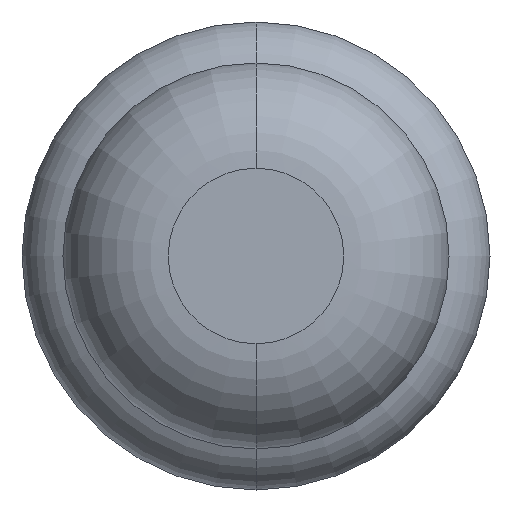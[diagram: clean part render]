
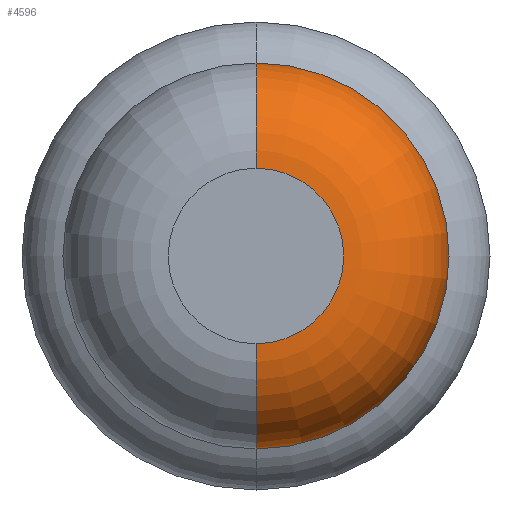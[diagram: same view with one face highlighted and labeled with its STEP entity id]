
A CAD part, front view. The second image highlights one B-rep face of the part: STEP entity #4596.
In plain terms, the highlighted toroidal (fillet/blend) face has major radius 0.375 mm and minor radius 0.45 mm.
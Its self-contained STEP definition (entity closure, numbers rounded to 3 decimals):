
#23 = AXIS2_PLACEMENT_3D ( 'NONE', #946, #2430, #2061 ) ;
#249 = CARTESIAN_POINT ( 'NONE',  ( 0., -26., -0.375 ) ) ;
#266 = VERTEX_POINT ( 'NONE', #249 ) ;
#452 = CIRCLE ( 'NONE', #1633, 0.45 ) ;
#507 = ORIENTED_EDGE ( 'NONE', *, *, #3983, .F. ) ;
#603 = AXIS2_PLACEMENT_3D ( 'NONE', #3697, #4042, #1536 ) ;
#620 = CIRCLE ( 'NONE', #603, 0.375 ) ;
#666 = DIRECTION ( 'NONE',  ( -1., 0., 0. ) ) ;
#933 = AXIS2_PLACEMENT_3D ( 'NONE', #2860, #666, #3615 ) ;
#946 = CARTESIAN_POINT ( 'NONE',  ( 0., -25.55, 0. ) ) ;
#1200 = CIRCLE ( 'NONE', #2649, 0.825 ) ;
#1536 = DIRECTION ( 'NONE',  ( 0., 0., 1. ) ) ;
#1598 = CIRCLE ( 'NONE', #933, 0.45 ) ;
#1633 = AXIS2_PLACEMENT_3D ( 'NONE', #4171, #2065, #1996 ) ;
#1936 = VERTEX_POINT ( 'NONE', #4045 ) ;
#1996 = DIRECTION ( 'NONE',  ( 0., 0., -1. ) ) ;
#2061 = DIRECTION ( 'NONE',  ( 0., 0., 1. ) ) ;
#2065 = DIRECTION ( 'NONE',  ( 1., 0., 0. ) ) ;
#2138 = CARTESIAN_POINT ( 'NONE',  ( 0., -25.55, -0.825 ) ) ;
#2430 = DIRECTION ( 'NONE',  ( 0., 1., 0. ) ) ;
#2472 = EDGE_CURVE ( 'NONE', #266, #2623, #452, .T. ) ;
#2623 = VERTEX_POINT ( 'NONE', #2138 ) ;
#2649 = AXIS2_PLACEMENT_3D ( 'NONE', #4476, #2758, #2746 ) ;
#2746 = DIRECTION ( 'NONE',  ( 0., 0., 1. ) ) ;
#2758 = DIRECTION ( 'NONE',  ( 0., 1., 0. ) ) ;
#2806 = ORIENTED_EDGE ( 'NONE', *, *, #3284, .F. ) ;
#2807 = CARTESIAN_POINT ( 'NONE',  ( 0., -25.55, 0.825 ) ) ;
#2860 = CARTESIAN_POINT ( 'NONE',  ( 0., -25.55, 0.375 ) ) ;
#3141 = FACE_OUTER_BOUND ( 'NONE', #4597, .T. ) ;
#3153 = ORIENTED_EDGE ( 'NONE', *, *, #2472, .T. ) ;
#3284 = EDGE_CURVE ( 'Defeature ausgef�hrt1_8+Defeature ausgef�hrt1_7+Defeature ausgef�hrt1_7+Defeature ausgef�hrt1_7', #4651, #2623, #1200, .T. ) ;
#3519 = EDGE_CURVE ( 'Defeature ausgef�hrt1_7+Defeature ausgef�hrt1_6+Defeature ausgef�hrt1_6+Defeature ausgef�hrt1_6', #1936, #266, #620, .T. ) ;
#3587 = TOROIDAL_SURFACE ( 'NONE', #23, 0.375, 0.45 ) ;
#3615 = DIRECTION ( 'NONE',  ( 0., 0., 1. ) ) ;
#3697 = CARTESIAN_POINT ( 'NONE',  ( 0., -26., 0. ) ) ;
#3983 = EDGE_CURVE ( 'NONE', #1936, #4651, #1598, .T. ) ;
#4042 = DIRECTION ( 'NONE',  ( 0., 1., 0. ) ) ;
#4045 = CARTESIAN_POINT ( 'NONE',  ( 0., -26., 0.375 ) ) ;
#4171 = CARTESIAN_POINT ( 'NONE',  ( 0., -25.55, -0.375 ) ) ;
#4420 = ORIENTED_EDGE ( 'NONE', *, *, #3519, .T. ) ;
#4476 = CARTESIAN_POINT ( 'NONE',  ( 0., -25.55, 0. ) ) ;
#4596 = ADVANCED_FACE ( 'Defeature ausgef�hrt1_7', ( #3141 ), #3587, .T. ) ;
#4597 = EDGE_LOOP ( 'NONE', ( #4420, #3153, #2806, #507 ) ) ;
#4651 = VERTEX_POINT ( 'NONE', #2807 ) ;
